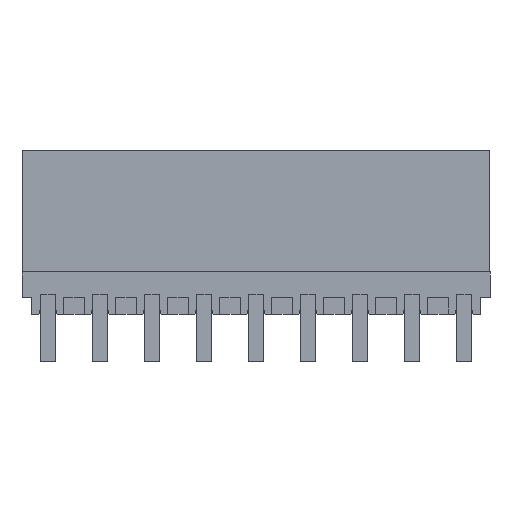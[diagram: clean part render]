
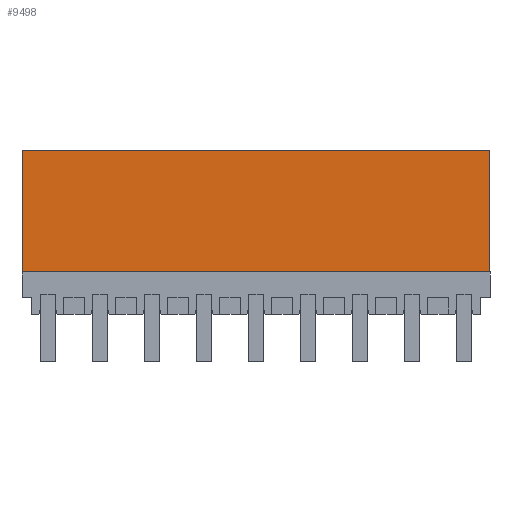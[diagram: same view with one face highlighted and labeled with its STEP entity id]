
A CAD part, front view. The second image highlights one B-rep face of the part: STEP entity #9498.
In plain terms, the highlighted planar face has unit normal (0, -1, 0).
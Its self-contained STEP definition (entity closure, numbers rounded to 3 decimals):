
#9485=AXIS2_PLACEMENT_3D('Plane Axis2P3D',#9482,#9483,#9484) ;
#3276=CARTESIAN_POINT('Line Origine',(31.5,0.,10.15)) ;
#3280=CARTESIAN_POINT('Vertex',(31.5,0.,14.25)) ;
#3282=CARTESIAN_POINT('Vertex',(31.5,0.,6.05)) ;
#5766=CARTESIAN_POINT('Vertex',(0.,0.,6.05)) ;
#5769=CARTESIAN_POINT('Line Origine',(0.,0.,10.15)) ;
#5773=CARTESIAN_POINT('Vertex',(0.,0.,14.25)) ;
#6307=CARTESIAN_POINT('Line Origine',(15.75,0.,6.05)) ;
#9482=CARTESIAN_POINT('Axis2P3D Location',(16.8,0.,14.25)) ;
#9487=CARTESIAN_POINT('Line Origine',(15.75,0.,14.25)) ;
#3277=DIRECTION('Vector Direction',(0.,0.,-1.)) ;
#5770=DIRECTION('Vector Direction',(0.,0.,-1.)) ;
#6308=DIRECTION('Vector Direction',(1.,0.,0.)) ;
#9483=DIRECTION('Axis2P3D Direction',(0.,-1.,0.)) ;
#9484=DIRECTION('Axis2P3D XDirection',(0.,0.,-1.)) ;
#9488=DIRECTION('Vector Direction',(1.,0.,0.)) ;
#3278=VECTOR('Line Direction',#3277,1.) ;
#5771=VECTOR('Line Direction',#5770,1.) ;
#6309=VECTOR('Line Direction',#6308,1.) ;
#9489=VECTOR('Line Direction',#9488,1.) ;
#9493=ORIENTED_EDGE('',*,*,#5775,.T.) ;
#9494=ORIENTED_EDGE('',*,*,#6311,.F.) ;
#9495=ORIENTED_EDGE('',*,*,#3284,.F.) ;
#9496=ORIENTED_EDGE('',*,*,#9491,.F.) ;
#9498=ADVANCED_FACE('HOUSING',(#9497),#9486,.T.) ;
#3284=EDGE_CURVE('',#3281,#3283,#3279,.T.) ;
#5775=EDGE_CURVE('',#5774,#5767,#5772,.T.) ;
#6311=EDGE_CURVE('',#3283,#5767,#6310,.F.) ;
#9491=EDGE_CURVE('',#5774,#3281,#9490,.T.) ;
#9492=EDGE_LOOP('',(#9493,#9494,#9495,#9496)) ;
#9497=FACE_OUTER_BOUND('',#9492,.T.) ;
#3279=LINE('Line',#3276,#3278) ;
#5772=LINE('Line',#5769,#5771) ;
#6310=LINE('Line',#6307,#6309) ;
#9490=LINE('Line',#9487,#9489) ;
#9486=PLANE('',#9485) ;
#3281=VERTEX_POINT('',#3280) ;
#3283=VERTEX_POINT('',#3282) ;
#5767=VERTEX_POINT('',#5766) ;
#5774=VERTEX_POINT('',#5773) ;
